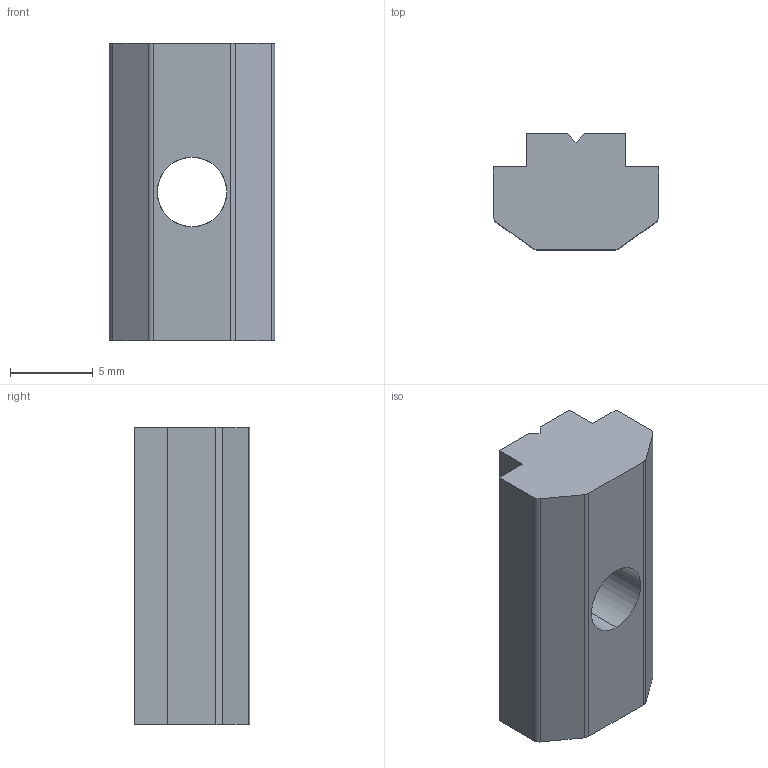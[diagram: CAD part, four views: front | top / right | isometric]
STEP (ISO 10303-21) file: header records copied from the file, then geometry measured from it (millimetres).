
FILE_DESCRIPTION (( 'STEP AP203' ), '1' );
FILE_NAME ('084.302.074.STEP', '2015-02-10T14:06:19', ( '' ), ( '' ), 'SwSTEP 2.0', 'SolidWorks 2012', '' );
FILE_SCHEMA (( 'CONFIG_CONTROL_DESIGN' ));
Length unit declared in the file: millimetre
Products named in the file (1): 084.302.074
Bounding box: 10 x 7 x 18 mm (x, y, z)
Volume: 934.1 mm3; surface area: 750.7 mm2
Topology: 1 solids, 1 shells, 23 faces, 64 edges, 42 vertices
Faces by surface type: plane 17, cylinder 6
Entity records: 815 total; most frequent: CARTESIAN_POINT 142, ORIENTED_EDGE 128, DIRECTION 120, EDGE_CURVE 64, VECTOR 48, LINE 48, VERTEX_POINT 42, AXIS2_PLACEMENT_3D 36
